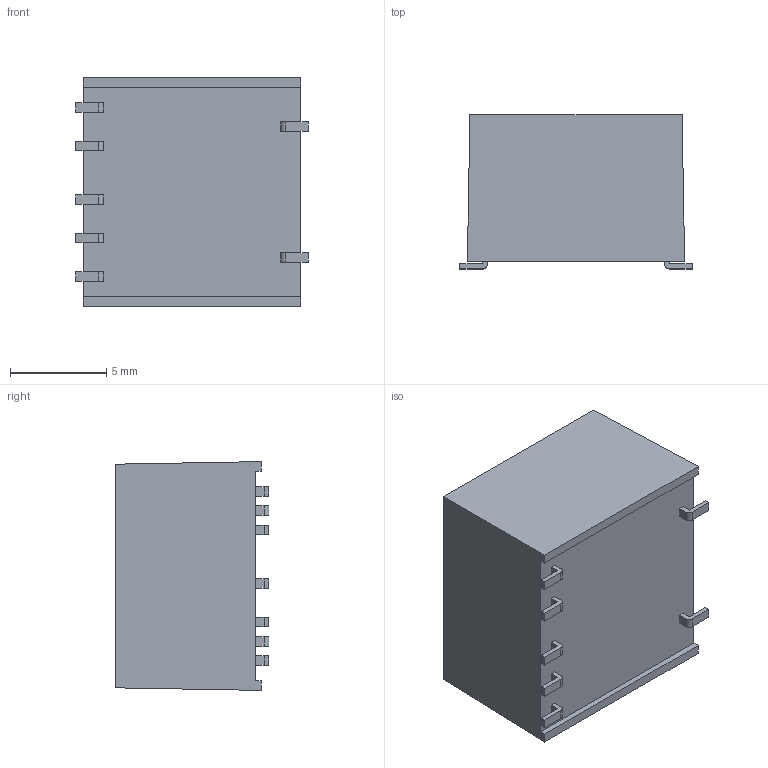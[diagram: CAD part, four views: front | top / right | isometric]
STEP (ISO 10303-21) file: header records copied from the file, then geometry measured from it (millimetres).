
FILE_DESCRIPTION (( 'STEP AP214' ), '1' );
FILE_NAME ('TRS 2.STEP', '2018-10-16T09:45:19', ( 'user' ), ( '' ), 'SwSTEP 2.0', 'SolidWorks 2016', '' );
FILE_SCHEMA (( 'AUTOMOTIVE_DESIGN' ));
Length unit declared in the file: millimetre
Products named in the file (1): TRS 2
Bounding box: 12.1 x 8 x 11.9 mm (x, y, z)
Volume: 963.4 mm3; surface area: 631 mm2
Topology: 1 solids, 1 shells, 66 faces, 171 edges, 114 vertices
Faces by surface type: plane 59, cylinder 7
Entity records: 2639 total; most frequent: CARTESIAN_POINT 352, ORIENTED_EDGE 342, DIRECTION 319, EDGE_CURVE 171, VECTOR 157, LINE 157, VERTEX_POINT 114, AXIS2_PLACEMENT_3D 81
